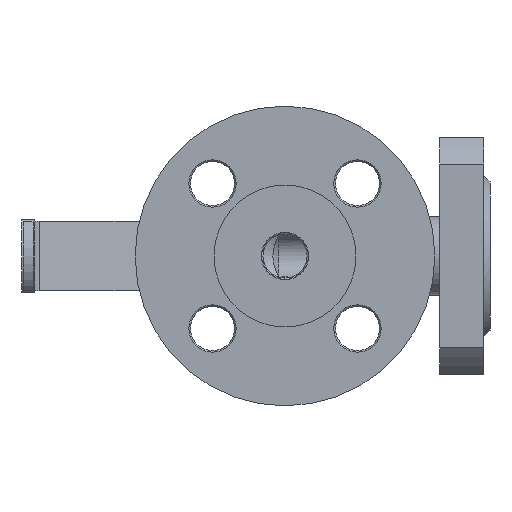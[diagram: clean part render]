
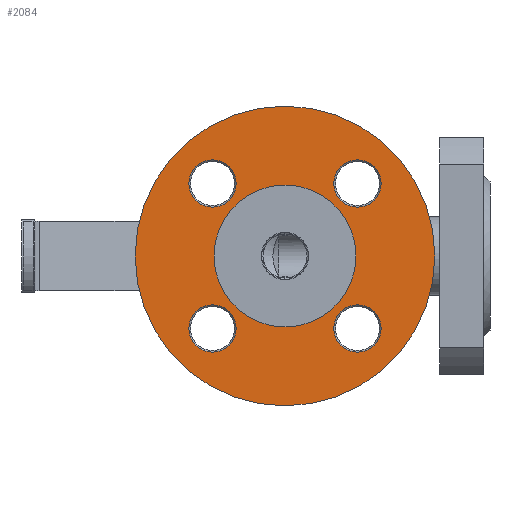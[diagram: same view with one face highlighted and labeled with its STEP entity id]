
A CAD part, left-side view. The second image highlights one B-rep face of the part: STEP entity #2084.
In plain terms, the highlighted face is planar.
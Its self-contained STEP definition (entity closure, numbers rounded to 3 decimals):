
#2084=ADVANCED_FACE('',(#4904,#4906,#4908,#4910,#4912,#4914),#4916,.T.);
#4904=FACE_BOUND('',#4905,.T.);
#4905=EDGE_LOOP('',(#6955));
#4906=FACE_BOUND('',#4907,.T.);
#4907=EDGE_LOOP('',(#6956));
#4908=FACE_BOUND('',#4909,.T.);
#4909=EDGE_LOOP('',(#6957));
#4910=FACE_BOUND('',#4911,.T.);
#4911=EDGE_LOOP('',(#6958));
#4912=FACE_BOUND('',#4913,.T.);
#4913=EDGE_LOOP('',(#6959));
#4914=FACE_BOUND('',#4915,.T.);
#4915=EDGE_LOOP('',(#6960));
#4916=PLANE('',#4917);
#4917=AXIS2_PLACEMENT_3D('',#4918,#4919,#4920);
#4918=CARTESIAN_POINT('',(0.,0.,16.));
#4919=DIRECTION('',(0.,0.,1.));
#4920=DIRECTION('',(1.,0.,0.));
#6955=ORIENTED_EDGE('',*,*,#7852,.T.);
#6956=ORIENTED_EDGE('',*,*,#7853,.T.);
#6957=ORIENTED_EDGE('',*,*,#7854,.T.);
#6958=ORIENTED_EDGE('',*,*,#7855,.T.);
#6959=ORIENTED_EDGE('',*,*,#7856,.T.);
#6960=ORIENTED_EDGE('',*,*,#7857,.T.);
#7852=EDGE_CURVE('',#8554,#8554,#8555,.T.);
#7853=EDGE_CURVE('',#8556,#8556,#8557,.F.);
#7854=EDGE_CURVE('',#8558,#8558,#8559,.F.);
#7855=EDGE_CURVE('',#8560,#8560,#8561,.F.);
#7856=EDGE_CURVE('',#8562,#8562,#8563,.F.);
#7857=EDGE_CURVE('',#8564,#8564,#8565,.F.);
#8554=VERTEX_POINT('',#11158);
#8555=CIRCLE('',#11159,47.5);
#8556=VERTEX_POINT('',#11163);
#8557=CIRCLE('',#11164,7.5);
#8558=VERTEX_POINT('',#11168);
#8559=CIRCLE('',#11169,7.5);
#8560=VERTEX_POINT('',#11173);
#8561=CIRCLE('',#11174,22.5);
#8562=VERTEX_POINT('',#11178);
#8563=CIRCLE('',#11179,7.5);
#8564=VERTEX_POINT('',#11183);
#8565=CIRCLE('',#11184,7.5);
#11158=CARTESIAN_POINT('',(47.5,0.,16.));
#11159=AXIS2_PLACEMENT_3D('',#11160,#11161,#11162);
#11160=CARTESIAN_POINT('',(0.,0.,16.));
#11161=DIRECTION('',(0.,0.,1.));
#11162=DIRECTION('',(1.,0.,0.));
#11163=CARTESIAN_POINT('',(30.481,-22.981,16.));
#11164=AXIS2_PLACEMENT_3D('',#11165,#11166,#11167);
#11165=CARTESIAN_POINT('',(22.981,-22.981,16.));
#11166=DIRECTION('',(0.,0.,1.));
#11167=DIRECTION('',(1.,0.,0.));
#11168=CARTESIAN_POINT('',(-15.481,22.981,16.));
#11169=AXIS2_PLACEMENT_3D('',#11170,#11171,#11172);
#11170=CARTESIAN_POINT('',(-22.981,22.981,16.));
#11171=DIRECTION('',(0.,0.,1.));
#11172=DIRECTION('',(1.,0.,0.));
#11173=CARTESIAN_POINT('',(22.5,0.,16.));
#11174=AXIS2_PLACEMENT_3D('',#11175,#11176,#11177);
#11175=CARTESIAN_POINT('',(0.,0.,16.));
#11176=DIRECTION('',(0.,0.,1.));
#11177=DIRECTION('',(1.,0.,0.));
#11178=CARTESIAN_POINT('',(30.481,22.981,16.));
#11179=AXIS2_PLACEMENT_3D('',#11180,#11181,#11182);
#11180=CARTESIAN_POINT('',(22.981,22.981,16.));
#11181=DIRECTION('',(0.,0.,1.));
#11182=DIRECTION('',(1.,0.,0.));
#11183=CARTESIAN_POINT('',(-15.481,-22.981,16.));
#11184=AXIS2_PLACEMENT_3D('',#11185,#11186,#11187);
#11185=CARTESIAN_POINT('',(-22.981,-22.981,16.));
#11186=DIRECTION('',(0.,0.,1.));
#11187=DIRECTION('',(1.,0.,0.));
